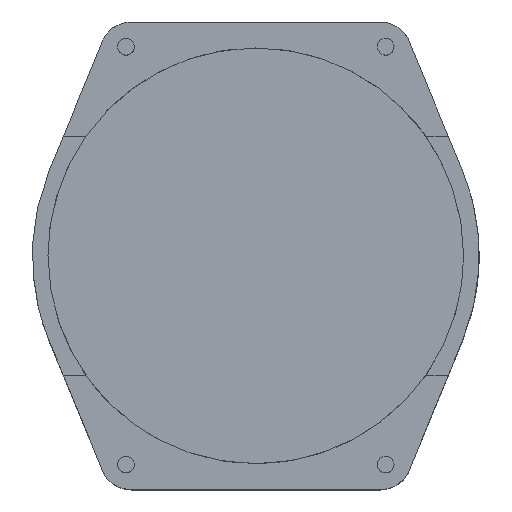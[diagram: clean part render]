
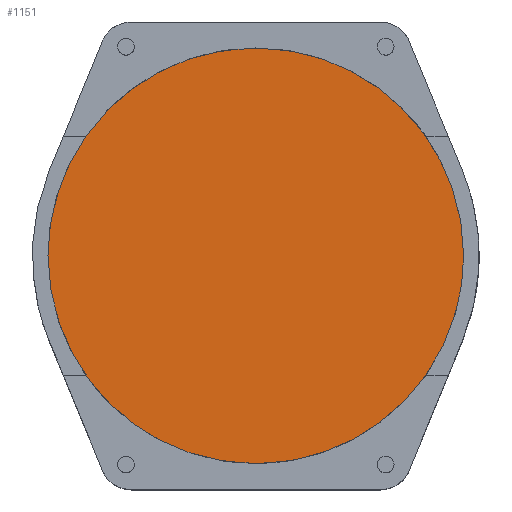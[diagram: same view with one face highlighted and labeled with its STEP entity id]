
A CAD part, top view. The second image highlights one B-rep face of the part: STEP entity #1151.
In plain terms, the highlighted free-form (B-spline) face has degree [1, 1] with [2, 2] control points.
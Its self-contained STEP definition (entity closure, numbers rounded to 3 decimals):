
#67 = VERTEX_POINT('',#68);
#68 = CARTESIAN_POINT('',(9.596,0.,10.843));
#114 = VERTEX_POINT('',#115);
#115 = CARTESIAN_POINT('',(-9.596,0.,
    10.843));
#120 = EDGE_CURVE('',#114,#67,#121,.T.);
#121 = ( BOUNDED_CURVE() B_SPLINE_CURVE(2,(#122,#123,#124,#125,#126),
.UNSPECIFIED.,.F.,.F.) B_SPLINE_CURVE_WITH_KNOTS((3,2,3),(3.142,
4.712,6.283),.PIECEWISE_BEZIER_KNOTS.) CURVE() 
GEOMETRIC_REPRESENTATION_ITEM() RATIONAL_B_SPLINE_CURVE((1.,
0.707,1.,0.707,1.)) REPRESENTATION_ITEM('') );
#122 = CARTESIAN_POINT('',(-9.596,0.,
    10.843));
#123 = CARTESIAN_POINT('',(-9.596,-9.596,
    10.843));
#124 = CARTESIAN_POINT('',(0.,-9.596,
    10.843));
#125 = CARTESIAN_POINT('',(9.596,-9.596,
    10.843));
#126 = CARTESIAN_POINT('',(9.596,0.,
    10.843));
#1132 = EDGE_CURVE('',#67,#114,#1133,.T.);
#1133 = ( BOUNDED_CURVE() B_SPLINE_CURVE(2,(#1134,#1135,#1136,#1137,
#1138),.UNSPECIFIED.,.F.,.F.) B_SPLINE_CURVE_WITH_KNOTS((3,2,3),(0.,
1.571,3.142),.PIECEWISE_BEZIER_KNOTS.) CURVE() 
GEOMETRIC_REPRESENTATION_ITEM() RATIONAL_B_SPLINE_CURVE((1.,
0.707,1.,0.707,1.)) REPRESENTATION_ITEM('') );
#1134 = CARTESIAN_POINT('',(9.596,0.,10.843));
#1135 = CARTESIAN_POINT('',(9.596,9.596,
    10.843));
#1136 = CARTESIAN_POINT('',(0.,9.596,
    10.843));
#1137 = CARTESIAN_POINT('',(-9.596,9.596,
    10.843));
#1138 = CARTESIAN_POINT('',(-9.596,0.,
    10.843));
#1151 = ADVANCED_FACE('',(#1152),#1156,.F.);
#1152 = FACE_BOUND('',#1153,.T.);
#1153 = EDGE_LOOP('',(#1154,#1155));
#1154 = ORIENTED_EDGE('',*,*,#1132,.T.);
#1155 = ORIENTED_EDGE('',*,*,#120,.T.);
#1156 = B_SPLINE_SURFACE_WITH_KNOTS('',1,1,(
    (#1157,#1158)
    ,(#1159,#1160
    )),.UNSPECIFIED.,.F.,.F.,.F.,(2,2),(2,2),(-10.,10.),(-10.,10.),
  .PIECEWISE_BEZIER_KNOTS.);
#1157 = CARTESIAN_POINT('',(9.596,-9.596,
    10.843));
#1158 = CARTESIAN_POINT('',(9.596,9.596,
    10.843));
#1159 = CARTESIAN_POINT('',(-9.596,-9.596,
    10.843));
#1160 = CARTESIAN_POINT('',(-9.596,9.596,
    10.843));
